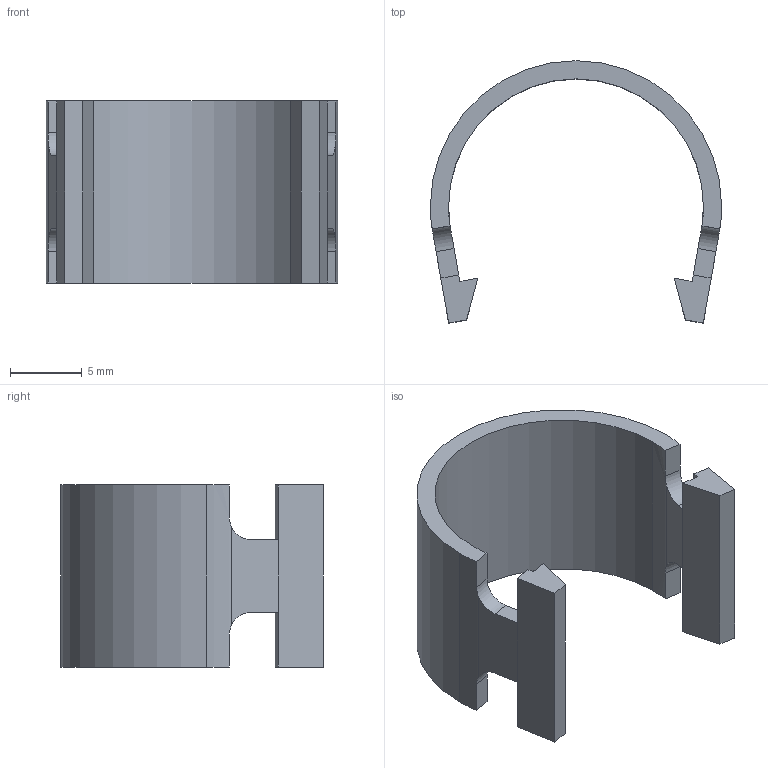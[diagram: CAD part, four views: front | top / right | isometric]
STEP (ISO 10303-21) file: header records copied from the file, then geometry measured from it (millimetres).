
FILE_DESCRIPTION (( 'STEP AP214' ), '1' );
FILE_NAME ('BC2-3AC.STEP', '2019-12-04T08:28:09', ( '' ), ( '' ), 'SwSTEP 2.0', 'SolidWorks 2016', '' );
FILE_SCHEMA (( 'AUTOMOTIVE_DESIGN' ));
Length unit declared in the file: millimetre
Products named in the file (1): BC2-3AC
Bounding box: 20.32 x 18.3 x 12.7 mm (x, y, z)
Volume: 724.5 mm3; surface area: 1303 mm2
Topology: 1 solids, 1 shells, 42 faces, 112 edges, 72 vertices
Faces by surface type: plane 32, cylinder 10
Entity records: 1350 total; most frequent: CARTESIAN_POINT 267, ORIENTED_EDGE 224, DIRECTION 210, EDGE_CURVE 112, LINE 84, VECTOR 84, VERTEX_POINT 72, AXIS2_PLACEMENT_3D 63
